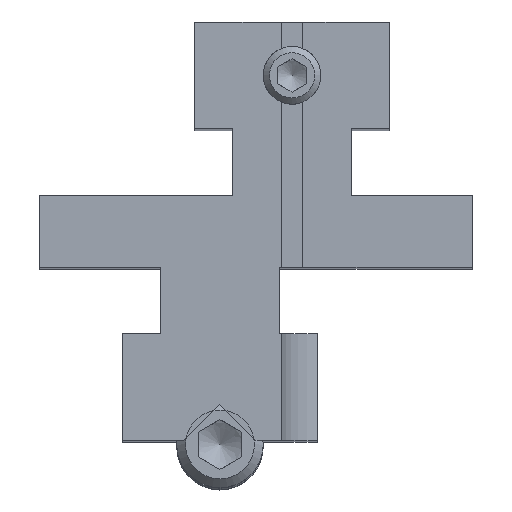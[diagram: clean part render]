
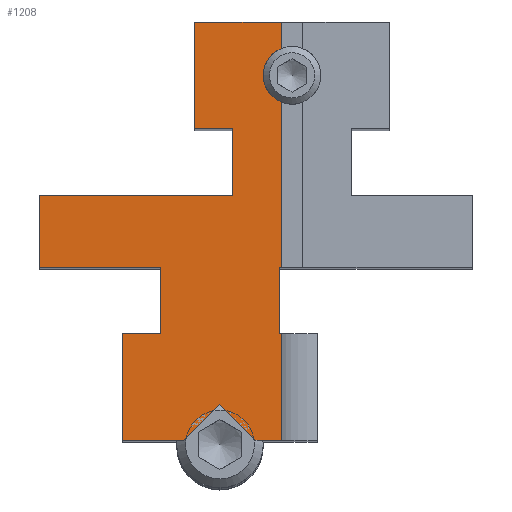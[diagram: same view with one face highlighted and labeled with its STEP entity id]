
A CAD part, top view. The second image highlights one B-rep face of the part: STEP entity #1208.
In plain terms, the highlighted planar face has unit normal (0, 0, 1).
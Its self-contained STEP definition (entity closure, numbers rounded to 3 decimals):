
#493=CARTESIAN_POINT('',(-1.75,17.0,45.0));
#494=VERTEX_POINT('',#493);
#501=CARTESIAN_POINT('',(4.25,17.0,45.0));
#502=VERTEX_POINT('',#501);
#503=CARTESIAN_POINT('',(-1.75,17.,45.0));
#504=DIRECTION('',(1.0,0.0,0.0));
#505=VECTOR('',#504,6.);
#506=LINE('',#503,#505);
#507=EDGE_CURVE('',#494,#502,#506,.T.);
#777=CARTESIAN_POINT('',(4.25,-12.,45.0));
#778=VERTEX_POINT('',#777);
#785=CARTESIAN_POINT('',(2.5,-12.,45.0));
#786=VERTEX_POINT('',#785);
#787=CARTESIAN_POINT('',(4.25,-12.,45.0));
#788=DIRECTION('',(-1.0,0.0,0.0));
#789=VECTOR('',#788,1.75);
#790=LINE('',#787,#789);
#791=EDGE_CURVE('',#778,#786,#790,.T.);
#810=CARTESIAN_POINT('',(4.25,0.0,45.0));
#811=VERTEX_POINT('',#810);
#826=CARTESIAN_POINT('',(4.25,11.446,45.0));
#827=VERTEX_POINT('',#826);
#834=CARTESIAN_POINT('',(4.25,0.0,45.0));
#835=DIRECTION('',(0.0,1.0,0.0));
#836=VECTOR('',#835,11.446);
#837=LINE('',#834,#836);
#838=EDGE_CURVE('',#811,#827,#837,.T.);
#857=CARTESIAN_POINT('',(4.25,15.154,45.0));
#858=VERTEX_POINT('',#857);
#865=CARTESIAN_POINT('',(5.,13.3,45.0));
#866=DIRECTION('',(0.0,0.0,-1.));
#867=DIRECTION('',(-0.375,0.927,0.0));
#868=AXIS2_PLACEMENT_3D('',#865,#866,#867);
#869=CIRCLE('',#868,2.);
#870=EDGE_CURVE('',#827,#858,#869,.T.);
#983=CARTESIAN_POINT('',(4.25,15.154,45.0));
#984=DIRECTION('',(0.0,1.0,0.0));
#985=VECTOR('',#984,1.846);
#986=LINE('',#983,#985);
#987=EDGE_CURVE('',#858,#502,#986,.T.);
#1072=CARTESIAN_POINT('',(2.463,2.35,45.0));
#1073=DIRECTION('',(0.0,0.0,1.0));
#1074=DIRECTION('',(1.0,0.0,0.0));
#1075=AXIS2_PLACEMENT_3D('',#1072,#1073,#1074);
#1076=PLANE('',#1075);
#1077=ORIENTED_EDGE('',*,*,#838,.T.);
#1078=ORIENTED_EDGE('',*,*,#870,.T.);
#1079=ORIENTED_EDGE('',*,*,#987,.T.);
#1080=ORIENTED_EDGE('',*,*,#507,.F.);
#1081=CARTESIAN_POINT('',(-1.75,9.6,45.0));
#1082=VERTEX_POINT('',#1081);
#1083=CARTESIAN_POINT('',(-1.75,9.6,45.0));
#1084=DIRECTION('',(0.0,1.0,0.0));
#1085=VECTOR('',#1084,7.4);
#1086=LINE('',#1083,#1085);
#1087=EDGE_CURVE('',#1082,#494,#1086,.T.);
#1088=ORIENTED_EDGE('',*,*,#1087,.F.);
#1089=CARTESIAN_POINT('',(0.9,9.6,45.0));
#1090=VERTEX_POINT('',#1089);
#1091=CARTESIAN_POINT('',(0.9,9.6,45.0));
#1092=DIRECTION('',(-1.0,0.0,0.0));
#1093=VECTOR('',#1092,2.65);
#1094=LINE('',#1091,#1093);
#1095=EDGE_CURVE('',#1090,#1082,#1094,.T.);
#1096=ORIENTED_EDGE('',*,*,#1095,.F.);
#1097=CARTESIAN_POINT('',(0.9,5.,45.0));
#1098=VERTEX_POINT('',#1097);
#1099=CARTESIAN_POINT('',(0.9,5.,45.0));
#1100=DIRECTION('',(0.0,1.0,0.0));
#1101=VECTOR('',#1100,4.6);
#1102=LINE('',#1099,#1101);
#1103=EDGE_CURVE('',#1098,#1090,#1102,.T.);
#1104=ORIENTED_EDGE('',*,*,#1103,.F.);
#1105=CARTESIAN_POINT('',(-12.5,5.,45.0));
#1106=VERTEX_POINT('',#1105);
#1107=CARTESIAN_POINT('',(-12.5,5.,45.0));
#1108=DIRECTION('',(1.0,0.0,0.0));
#1109=VECTOR('',#1108,13.4);
#1110=LINE('',#1107,#1109);
#1111=EDGE_CURVE('',#1106,#1098,#1110,.T.);
#1112=ORIENTED_EDGE('',*,*,#1111,.F.);
#1113=CARTESIAN_POINT('',(-12.5,0.,45.0));
#1114=VERTEX_POINT('',#1113);
#1115=CARTESIAN_POINT('',(-12.5,0.,45.0));
#1116=DIRECTION('',(0.0,1.0,0.0));
#1117=VECTOR('',#1116,5.);
#1118=LINE('',#1115,#1117);
#1119=EDGE_CURVE('',#1114,#1106,#1118,.T.);
#1120=ORIENTED_EDGE('',*,*,#1119,.F.);
#1121=CARTESIAN_POINT('',(-4.1,0.,45.0));
#1122=VERTEX_POINT('',#1121);
#1123=CARTESIAN_POINT('',(-4.1,0.,45.0));
#1124=DIRECTION('',(-1.0,0.0,0.0));
#1125=VECTOR('',#1124,8.4);
#1126=LINE('',#1123,#1125);
#1127=EDGE_CURVE('',#1122,#1114,#1126,.T.);
#1128=ORIENTED_EDGE('',*,*,#1127,.F.);
#1129=CARTESIAN_POINT('',(-4.1,-4.6,45.0));
#1130=VERTEX_POINT('',#1129);
#1131=CARTESIAN_POINT('',(-4.1,-4.6,45.0));
#1132=DIRECTION('',(0.0,1.0,0.0));
#1133=VECTOR('',#1132,4.6);
#1134=LINE('',#1131,#1133);
#1135=EDGE_CURVE('',#1130,#1122,#1134,.T.);
#1136=ORIENTED_EDGE('',*,*,#1135,.F.);
#1137=CARTESIAN_POINT('',(-6.75,-4.6,45.0));
#1138=VERTEX_POINT('',#1137);
#1139=CARTESIAN_POINT('',(-6.75,-4.6,45.0));
#1140=DIRECTION('',(1.0,0.0,0.0));
#1141=VECTOR('',#1140,2.65);
#1142=LINE('',#1139,#1141);
#1143=EDGE_CURVE('',#1138,#1130,#1142,.T.);
#1144=ORIENTED_EDGE('',*,*,#1143,.F.);
#1145=CARTESIAN_POINT('',(-6.75,-12.,45.0));
#1146=VERTEX_POINT('',#1145);
#1147=CARTESIAN_POINT('',(-6.75,-12.,45.0));
#1148=DIRECTION('',(0.0,1.0,0.0));
#1149=VECTOR('',#1148,7.4);
#1150=LINE('',#1147,#1149);
#1151=EDGE_CURVE('',#1146,#1138,#1150,.T.);
#1152=ORIENTED_EDGE('',*,*,#1151,.F.);
#1153=CARTESIAN_POINT('',(-2.5,-12.,45.0));
#1154=VERTEX_POINT('',#1153);
#1155=CARTESIAN_POINT('',(-2.5,-12.,45.0));
#1156=DIRECTION('',(-1.0,0.0,0.0));
#1157=VECTOR('',#1156,4.25);
#1158=LINE('',#1155,#1157);
#1159=EDGE_CURVE('',#1154,#1146,#1158,.T.);
#1160=ORIENTED_EDGE('',*,*,#1159,.F.);
#1161=CARTESIAN_POINT('',(0.,-9.5,45.0));
#1162=VERTEX_POINT('',#1161);
#1163=CARTESIAN_POINT('',(0.,-9.5,45.0));
#1164=DIRECTION('',(-0.707,-0.707,0.0));
#1165=VECTOR('',#1164,3.536);
#1166=LINE('',#1163,#1165);
#1167=EDGE_CURVE('',#1162,#1154,#1166,.T.);
#1168=ORIENTED_EDGE('',*,*,#1167,.F.);
#1169=CARTESIAN_POINT('',(2.5,-12.,45.0));
#1170=DIRECTION('',(-0.707,0.707,0.0));
#1171=VECTOR('',#1170,3.536);
#1172=LINE('',#1169,#1171);
#1173=EDGE_CURVE('',#786,#1162,#1172,.T.);
#1174=ORIENTED_EDGE('',*,*,#1173,.F.);
#1175=ORIENTED_EDGE('',*,*,#791,.F.);
#1176=CARTESIAN_POINT('',(4.25,-4.6,45.0));
#1177=VERTEX_POINT('',#1176);
#1178=CARTESIAN_POINT('',(4.25,-12.,45.0));
#1179=DIRECTION('',(0.0,1.0,0.0));
#1180=VECTOR('',#1179,7.4);
#1181=LINE('',#1178,#1180);
#1182=EDGE_CURVE('',#778,#1177,#1181,.T.);
#1183=ORIENTED_EDGE('',*,*,#1182,.T.);
#1184=CARTESIAN_POINT('',(4.1,-4.6,45.0));
#1185=VERTEX_POINT('',#1184);
#1186=CARTESIAN_POINT('',(4.1,-4.6,45.0));
#1187=DIRECTION('',(1.0,0.0,0.0));
#1188=VECTOR('',#1187,0.15);
#1189=LINE('',#1186,#1188);
#1190=EDGE_CURVE('',#1185,#1177,#1189,.T.);
#1191=ORIENTED_EDGE('',*,*,#1190,.F.);
#1192=CARTESIAN_POINT('',(4.1,0.,45.0));
#1193=VERTEX_POINT('',#1192);
#1194=CARTESIAN_POINT('',(4.1,0.,45.0));
#1195=DIRECTION('',(0.0,-1.0,0.0));
#1196=VECTOR('',#1195,4.6);
#1197=LINE('',#1194,#1196);
#1198=EDGE_CURVE('',#1193,#1185,#1197,.T.);
#1199=ORIENTED_EDGE('',*,*,#1198,.F.);
#1200=CARTESIAN_POINT('',(4.25,0.,45.0));
#1201=DIRECTION('',(-1.0,0.0,0.0));
#1202=VECTOR('',#1201,0.15);
#1203=LINE('',#1200,#1202);
#1204=EDGE_CURVE('',#811,#1193,#1203,.T.);
#1205=ORIENTED_EDGE('',*,*,#1204,.F.);
#1206=EDGE_LOOP('',(#1077,#1078,#1079,#1080,#1088,#1096,#1104,#1112,#1120,#1128,#1136,#1144,#1152,#1160,#1168,#1174,#1175,#1183,#1191,#1199,#1205));
#1207=FACE_OUTER_BOUND('',#1206,.T.);
#1208=ADVANCED_FACE('',(#1207),#1076,.T.);
